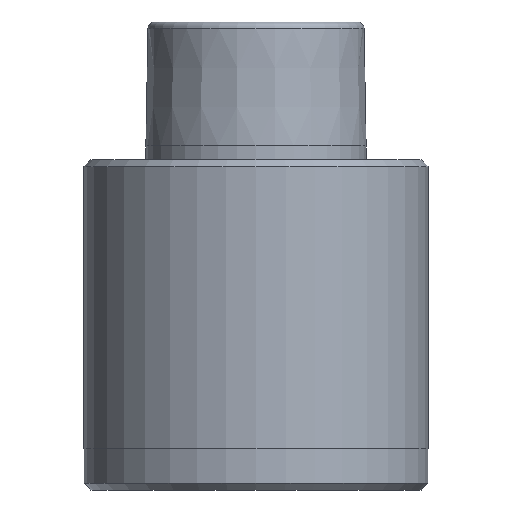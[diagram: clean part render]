
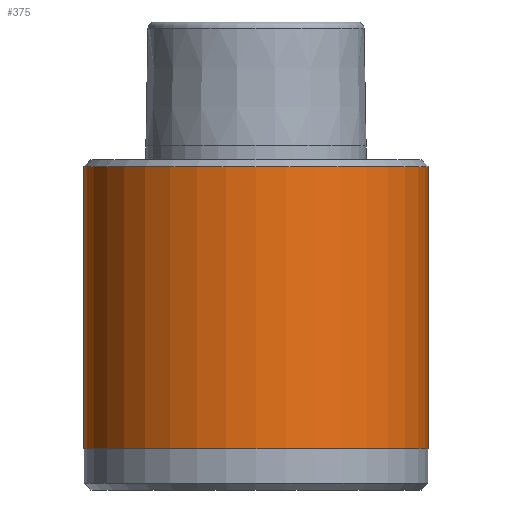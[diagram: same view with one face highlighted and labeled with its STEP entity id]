
A CAD part, front view. The second image highlights one B-rep face of the part: STEP entity #375.
In plain terms, the highlighted cylindrical face has radius 12.5 mm (diameter 25 mm), a partial arc.
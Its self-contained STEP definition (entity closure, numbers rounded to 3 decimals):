
#15 = CARTESIAN_POINT ( 'NONE',  ( 12.5, 0., -25. ) ) ;
#32 = ORIENTED_EDGE ( 'NONE', *, *, #1124, .T. ) ;
#68 = CARTESIAN_POINT ( 'NONE',  ( -12.5, 0., -25. ) ) ;
#76 = DIRECTION ( 'NONE',  ( 0., 0., 1. ) ) ;
#110 = DIRECTION ( 'NONE',  ( 0., 0., 1. ) ) ;
#139 = VECTOR ( 'NONE', #1197, 1000. ) ;
#179 = LINE ( 'NONE', #15, #139 ) ;
#219 = AXIS2_PLACEMENT_3D ( 'NONE', #1053, #418, #1164 ) ;
#259 = VERTEX_POINT ( 'NONE', #1224 ) ;
#306 = FACE_OUTER_BOUND ( 'NONE', #778, .T. ) ;
#323 = VERTEX_POINT ( 'NONE', #765 ) ;
#357 = ORIENTED_EDGE ( 'NONE', *, *, #1024, .F. ) ;
#375 = ADVANCED_FACE ( 'NONE', ( #306 ), #812, .T. ) ;
#395 = DIRECTION ( 'NONE',  ( 0., 0., 1. ) ) ;
#418 = DIRECTION ( 'NONE',  ( 0., 0., -1. ) ) ;
#519 = AXIS2_PLACEMENT_3D ( 'NONE', #764, #110, #877 ) ;
#576 = CARTESIAN_POINT ( 'NONE',  ( -12.5, 0., -1.5 ) ) ;
#628 = ORIENTED_EDGE ( 'NONE', *, *, #889, .T. ) ;
#732 = CARTESIAN_POINT ( 'NONE',  ( 0., 0., -25. ) ) ;
#764 = CARTESIAN_POINT ( 'NONE',  ( 0., 0., -22. ) ) ;
#765 = CARTESIAN_POINT ( 'NONE',  ( -12.5, 0., -22. ) ) ;
#778 = EDGE_LOOP ( 'NONE', ( #357, #1181, #628, #32 ) ) ;
#811 = AXIS2_PLACEMENT_3D ( 'NONE', #732, #76, #1360 ) ;
#812 = CYLINDRICAL_SURFACE ( 'NONE', #811, 12.5 ) ;
#877 = DIRECTION ( 'NONE',  ( 1., 0., 0. ) ) ;
#889 = EDGE_CURVE ( 'NONE', #1054, #259, #179, .T. ) ;
#930 = CIRCLE ( 'NONE', #519, 12.5 ) ;
#1024 = EDGE_CURVE ( 'NONE', #323, #1382, #1122, .T. ) ;
#1053 = CARTESIAN_POINT ( 'NONE',  ( 0., 0., -1.5 ) ) ;
#1054 = VERTEX_POINT ( 'NONE', #1356 ) ;
#1122 = LINE ( 'NONE', #68, #1374 ) ;
#1124 = EDGE_CURVE ( 'NONE', #259, #1382, #1173, .T. ) ;
#1164 = DIRECTION ( 'NONE',  ( -1., 0., 0. ) ) ;
#1173 = CIRCLE ( 'NONE', #219, 12.5 ) ;
#1181 = ORIENTED_EDGE ( 'NONE', *, *, #1193, .T. ) ;
#1193 = EDGE_CURVE ( 'NONE', #323, #1054, #930, .T. ) ;
#1197 = DIRECTION ( 'NONE',  ( 0., 0., 1. ) ) ;
#1224 = CARTESIAN_POINT ( 'NONE',  ( 12.5, 0., -1.5 ) ) ;
#1356 = CARTESIAN_POINT ( 'NONE',  ( 12.5, 0., -22. ) ) ;
#1360 = DIRECTION ( 'NONE',  ( 1., 0., 0. ) ) ;
#1374 = VECTOR ( 'NONE', #395, 1000. ) ;
#1382 = VERTEX_POINT ( 'NONE', #576 ) ;
